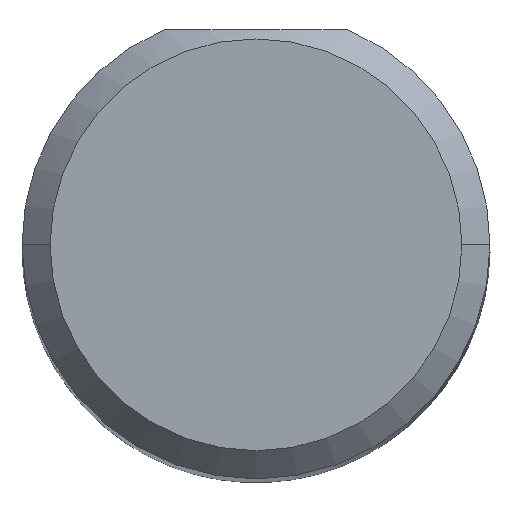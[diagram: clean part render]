
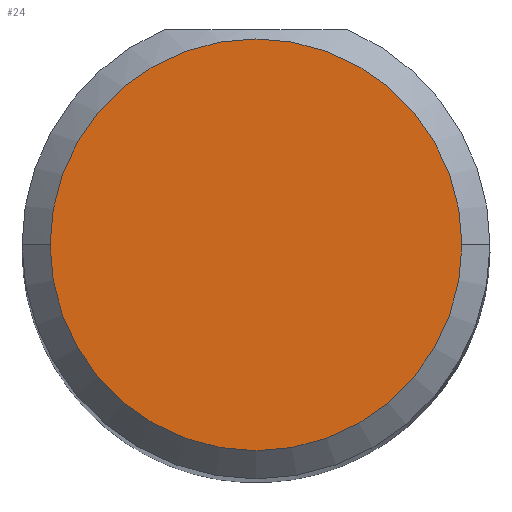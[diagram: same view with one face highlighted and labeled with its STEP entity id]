
A CAD part, top view. The second image highlights one B-rep face of the part: STEP entity #24.
In plain terms, the highlighted planar face has unit normal (0, 0, 1).
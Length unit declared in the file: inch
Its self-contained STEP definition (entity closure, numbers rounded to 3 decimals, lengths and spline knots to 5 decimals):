
#2 = DIRECTION ( 'NONE',  ( 0., 0., 1. ) ) ;
#8 = FACE_OUTER_BOUND ( 'NONE', #88, .T. ) ;
#10 = DIRECTION ( 'NONE',  ( 0., 0., 1. ) ) ;
#15 = AXIS2_PLACEMENT_3D ( 'NONE', #365, #187, #363 ) ;
#24 = ADVANCED_FACE ( 'NONE', ( #8 ), #129, .T. ) ;
#37 = CARTESIAN_POINT ( 'NONE',  ( 0., 0., 2.5 ) ) ;
#88 = EDGE_LOOP ( 'NONE', ( #528, #369 ) ) ;
#102 = VERTEX_POINT ( 'NONE', #356 ) ;
#105 = AXIS2_PLACEMENT_3D ( 'NONE', #37, #2, #368 ) ;
#129 = PLANE ( 'NONE',  #413 ) ;
#187 = DIRECTION ( 'NONE',  ( 0., 0., 1. ) ) ;
#192 = EDGE_CURVE ( 'NONE', #102, #492, #251, .T. ) ;
#214 = CARTESIAN_POINT ( 'NONE',  ( 0., 0., 2.5 ) ) ;
#251 = CIRCLE ( 'NONE', #15, 0.11 ) ;
#262 = DIRECTION ( 'NONE',  ( 1., 0., 0. ) ) ;
#315 = EDGE_CURVE ( 'NONE', #492, #102, #360, .T. ) ;
#356 = CARTESIAN_POINT ( 'NONE',  ( 0.11, 0., 2.5 ) ) ;
#360 = CIRCLE ( 'NONE', #105, 0.11 ) ;
#363 = DIRECTION ( 'NONE',  ( 1., 0., 0. ) ) ;
#365 = CARTESIAN_POINT ( 'NONE',  ( 0., 0., 2.5 ) ) ;
#368 = DIRECTION ( 'NONE',  ( 1., 0., 0. ) ) ;
#369 = ORIENTED_EDGE ( 'NONE', *, *, #192, .T. ) ;
#413 = AXIS2_PLACEMENT_3D ( 'NONE', #214, #10, #262 ) ;
#466 = CARTESIAN_POINT ( 'NONE',  ( -0.11, 0., 2.5 ) ) ;
#492 = VERTEX_POINT ( 'NONE', #466 ) ;
#528 = ORIENTED_EDGE ( 'NONE', *, *, #315, .T. ) ;
